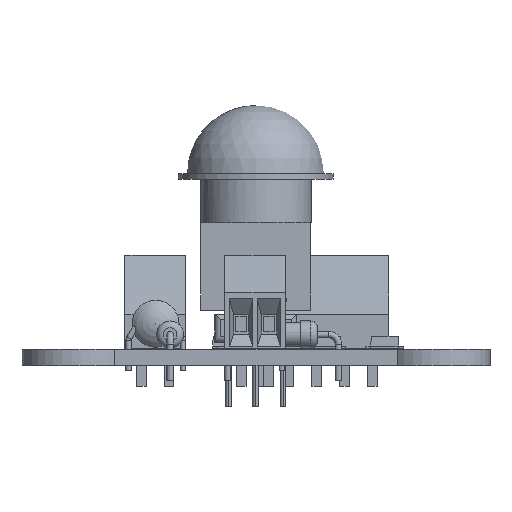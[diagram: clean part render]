
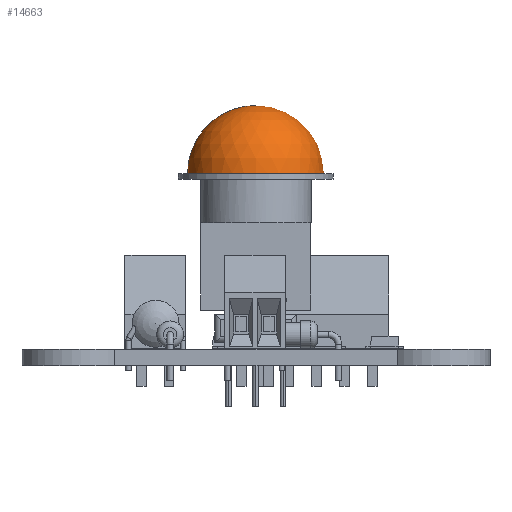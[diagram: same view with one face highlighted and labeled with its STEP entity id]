
A CAD part, left-side view. The second image highlights one B-rep face of the part: STEP entity #14663.
In plain terms, the highlighted spherical face has radius 6.25 mm.
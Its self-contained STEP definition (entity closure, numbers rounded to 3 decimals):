
#14650 = EDGE_CURVE('',#14651,#14651,#14653,.T.);
#14651 = VERTEX_POINT('',#14652);
#14652 = CARTESIAN_POINT('',(0.,0.5,6.25));
#14653 = CIRCLE('',#14654,6.25);
#14654 = AXIS2_PLACEMENT_3D('',#14655,#14656,#14657);
#14655 = CARTESIAN_POINT('',(0.,0.5,0.));
#14656 = DIRECTION('',(0.,-1.,0.));
#14657 = DIRECTION('',(0.,0.,-1.));
#14663 = ADVANCED_FACE('',(#14664),#14677,.T.);
#14664 = FACE_BOUND('',#14665,.T.);
#14665 = EDGE_LOOP('',(#14666,#14667,#14676));
#14666 = ORIENTED_EDGE('',*,*,#14650,.F.);
#14667 = ORIENTED_EDGE('',*,*,#14668,.F.);
#14668 = EDGE_CURVE('',#14669,#14651,#14671,.T.);
#14669 = VERTEX_POINT('',#14670);
#14670 = CARTESIAN_POINT('',(0.,6.75,
    0.));
#14671 = CIRCLE('',#14672,6.25);
#14672 = AXIS2_PLACEMENT_3D('',#14673,#14674,#14675);
#14673 = CARTESIAN_POINT('',(0.,0.5,0.));
#14674 = DIRECTION('',(1.,0.,0.));
#14675 = DIRECTION('',(0.,0.,1.));
#14676 = ORIENTED_EDGE('',*,*,#14668,.T.);
#14677 = SPHERICAL_SURFACE('',#14678,6.25);
#14678 = AXIS2_PLACEMENT_3D('',#14679,#14680,#14681);
#14679 = CARTESIAN_POINT('',(0.,0.5,0.));
#14680 = DIRECTION('',(0.,1.,0.));
#14681 = DIRECTION('',(0.,0.,-1.));
